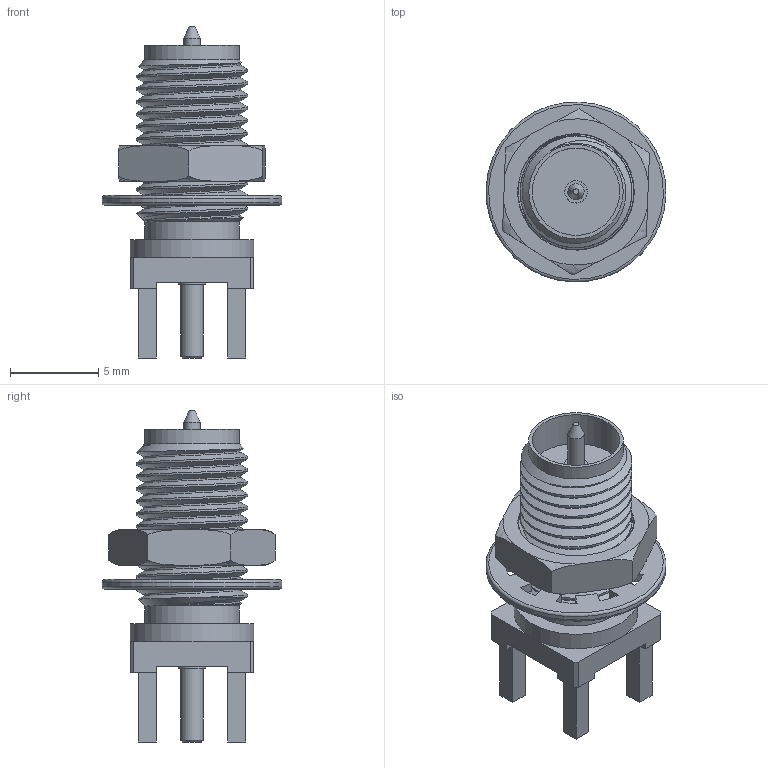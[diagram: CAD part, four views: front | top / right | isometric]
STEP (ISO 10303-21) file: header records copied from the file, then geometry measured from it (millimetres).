
FILE_DESCRIPTION(/* description */ ('Unknown'),/* implementation_level */ '2;1');
FILE_NAME(/* name */ '63012042124504',/* time_stamp */ '2018-09-20T17:01:16+02:00',/* author */ ('Unknown'),/* organization */ ('Unknown'),/* preprocessor_version */ 'ST-DEVELOPER v16.7',/* originating_system */ 'DEX',/* authorisation */ $);
FILE_SCHEMA (('AUTOMOTIVE_DESIGN {1 0 10303 214 3 1 1}'));
Length unit declared in the file: millimetre
Products named in the file (1): 63012042124504
Bounding box: 10.19 x 10.19 x 18.8 mm (x, y, z)
Volume: 449.8 mm3; surface area: 915.3 mm2
Topology: 2 solids, 3 shells, 138 faces, 369 edges, 245 vertices
Faces by surface type: plane 77, cylinder 36, torus 14, cone 7, bspline 4
Full cylindrical faces by diameter (mm): 0.92 x1, 1 x1, 1.27 x3, 1.56 x1, 4 x1, 4.95 x1, 5.35 x2, 7 x1, 10.2 x1
Entity records: 6729 total; most frequent: CARTESIAN_POINT 2797, ORIENTED_EDGE 668, DIRECTION 652, EDGE_CURVE 334, VERTEX_POINT 231, AXIS2_PLACEMENT_3D 227, LINE 198, VECTOR 198
